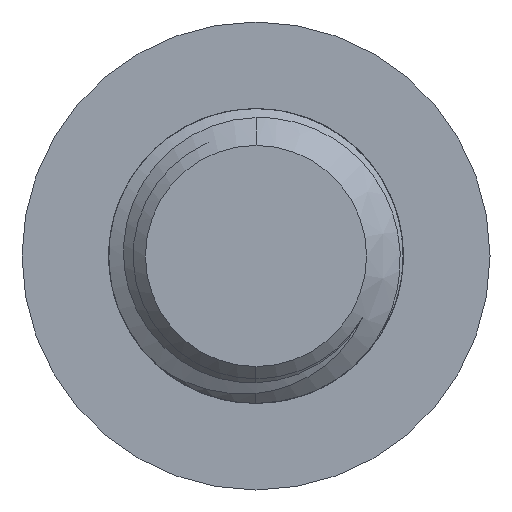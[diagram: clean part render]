
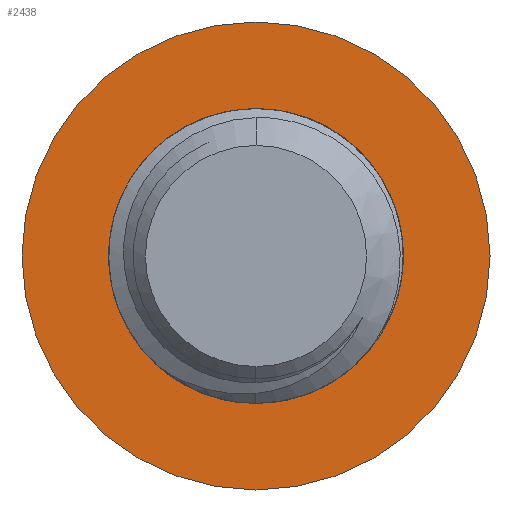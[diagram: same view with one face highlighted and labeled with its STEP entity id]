
A CAD part, left-side view. The second image highlights one B-rep face of the part: STEP entity #2438.
In plain terms, the highlighted planar face has unit normal (-1, 0, 0).
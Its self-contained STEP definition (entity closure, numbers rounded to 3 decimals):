
#93 = CARTESIAN_POINT ( 'NONE',  ( 219., 0., 0. ) ) ;
#290 = DIRECTION ( 'NONE',  ( 1., 0., 0. ) ) ;
#406 = AXIS2_PLACEMENT_3D ( 'NONE', #2724, #791, #512 ) ;
#419 = PLANE ( 'NONE',  #786 ) ;
#489 = AXIS2_PLACEMENT_3D ( 'NONE', #2823, #2089, #1422 ) ;
#512 = DIRECTION ( 'NONE',  ( 0., 0., -1. ) ) ;
#670 = CARTESIAN_POINT ( 'NONE',  ( 219., 0., 0. ) ) ;
#786 = AXIS2_PLACEMENT_3D ( 'NONE', #670, #1401, #3037 ) ;
#791 = DIRECTION ( 'NONE',  ( 1., 0., 0. ) ) ;
#811 = ORIENTED_EDGE ( 'NONE', *, *, #1223, .F. ) ;
#872 = VERTEX_POINT ( 'NONE', #2267 ) ;
#971 = EDGE_CURVE ( 'NONE', #872, #1595, #1699, .T. ) ;
#1121 = VERTEX_POINT ( 'NONE', #2849 ) ;
#1223 = EDGE_CURVE ( 'NONE', #1121, #1473, #1345, .T. ) ;
#1345 = CIRCLE ( 'NONE', #2049, 9.525 ) ;
#1347 = ORIENTED_EDGE ( 'NONE', *, *, #1558, .T. ) ;
#1398 = CIRCLE ( 'NONE', #489, 6. ) ;
#1401 = DIRECTION ( 'NONE',  ( 1., 0., 0. ) ) ;
#1416 = EDGE_LOOP ( 'NONE', ( #2659, #1347 ) ) ;
#1422 = DIRECTION ( 'NONE',  ( 0., 0., -1. ) ) ;
#1471 = CIRCLE ( 'NONE', #406, 9.525 ) ;
#1473 = VERTEX_POINT ( 'NONE', #1969 ) ;
#1487 = CARTESIAN_POINT ( 'NONE',  ( 219., 0., 0. ) ) ;
#1558 = EDGE_CURVE ( 'NONE', #1595, #872, #1398, .T. ) ;
#1585 = FACE_BOUND ( 'NONE', #1416, .T. ) ;
#1595 = VERTEX_POINT ( 'NONE', #2299 ) ;
#1618 = FACE_OUTER_BOUND ( 'NONE', #2502, .T. ) ;
#1670 = ORIENTED_EDGE ( 'NONE', *, *, #3000, .F. ) ;
#1699 = CIRCLE ( 'NONE', #2916, 6. ) ;
#1969 = CARTESIAN_POINT ( 'NONE',  ( 219., 0., 9.525 ) ) ;
#2037 = DIRECTION ( 'NONE',  ( 1., 0., 0. ) ) ;
#2049 = AXIS2_PLACEMENT_3D ( 'NONE', #1487, #290, #2454 ) ;
#2089 = DIRECTION ( 'NONE',  ( 1., 0., 0. ) ) ;
#2267 = CARTESIAN_POINT ( 'NONE',  ( 219., 0., 6. ) ) ;
#2299 = CARTESIAN_POINT ( 'NONE',  ( 219., 0., -6. ) ) ;
#2438 = ADVANCED_FACE ( 'NONE', ( #1585, #1618 ), #419, .F. ) ;
#2454 = DIRECTION ( 'NONE',  ( 0., 0., -1. ) ) ;
#2502 = EDGE_LOOP ( 'NONE', ( #1670, #811 ) ) ;
#2659 = ORIENTED_EDGE ( 'NONE', *, *, #971, .T. ) ;
#2724 = CARTESIAN_POINT ( 'NONE',  ( 219., 0., 0. ) ) ;
#2823 = CARTESIAN_POINT ( 'NONE',  ( 219., 0., 0. ) ) ;
#2849 = CARTESIAN_POINT ( 'NONE',  ( 219., 0., -9.525 ) ) ;
#2916 = AXIS2_PLACEMENT_3D ( 'NONE', #93, #2037, #3010 ) ;
#3000 = EDGE_CURVE ( 'NONE', #1473, #1121, #1471, .T. ) ;
#3010 = DIRECTION ( 'NONE',  ( 0., 0., -1. ) ) ;
#3037 = DIRECTION ( 'NONE',  ( 0., 0., -1. ) ) ;
